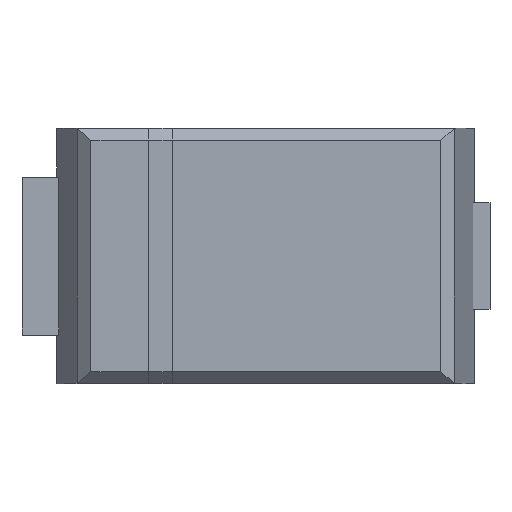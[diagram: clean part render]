
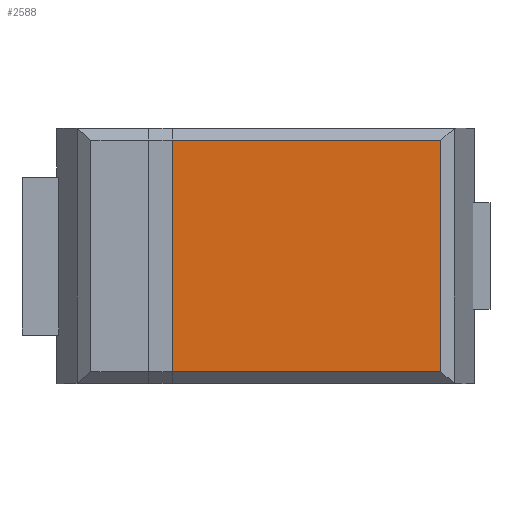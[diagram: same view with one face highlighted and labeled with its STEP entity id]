
A CAD part, top view. The second image highlights one B-rep face of the part: STEP entity #2588.
In plain terms, the highlighted planar face has unit normal (0, 0, 1).
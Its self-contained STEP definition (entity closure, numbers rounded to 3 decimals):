
#948 = PLANE('',#949);
#949 = AXIS2_PLACEMENT_3D('',#950,#951,#952);
#950 = CARTESIAN_POINT('',(1.595,-1.04,1.1));
#951 = DIRECTION('',(0.,-0.707,0.707));
#952 = DIRECTION('',(-1.,0.,0.));
#1363 = PLANE('',#1364);
#1364 = AXIS2_PLACEMENT_3D('',#1365,#1366,#1367);
#1365 = CARTESIAN_POINT('',(1.595,1.04,1.1));
#1366 = DIRECTION('',(0.,-0.707,-0.707));
#1367 = DIRECTION('',(-1.,0.,0.));
#2120 = PLANE('',#2121);
#2121 = AXIS2_PLACEMENT_3D('',#2122,#2123,#2124);
#2122 = CARTESIAN_POINT('',(1.554,1.09,1.101));
#2123 = DIRECTION('',(0.64,0.,0.768));
#2124 = DIRECTION('',(0.,1.,0.));
#2156 = EDGE_CURVE('',#2157,#2159,#2161,.T.);
#2157 = VERTEX_POINT('',#2158);
#2158 = CARTESIAN_POINT('',(1.495,-0.99,1.15));
#2159 = VERTEX_POINT('',#2160);
#2160 = CARTESIAN_POINT('',(-0.8,-0.99,1.15));
#2161 = SURFACE_CURVE('',#2162,(#2166,#2173),.PCURVE_S1.);
#2162 = LINE('',#2163,#2164);
#2163 = CARTESIAN_POINT('',(1.595,-0.99,1.15));
#2164 = VECTOR('',#2165,1.);
#2165 = DIRECTION('',(-1.,0.,0.));
#2166 = PCURVE('',#948,#2167);
#2167 = DEFINITIONAL_REPRESENTATION('',(#2168),#2172);
#2168 = LINE('',#2169,#2170);
#2169 = CARTESIAN_POINT('',(0.,-0.071));
#2170 = VECTOR('',#2171,1.);
#2171 = DIRECTION('',(1.,0.));
#2172 = ( GEOMETRIC_REPRESENTATION_CONTEXT(2) 
PARAMETRIC_REPRESENTATION_CONTEXT() REPRESENTATION_CONTEXT('2D SPACE',''
  ) );
#2173 = PCURVE('',#2174,#2179);
#2174 = PLANE('',#2175);
#2175 = AXIS2_PLACEMENT_3D('',#2176,#2177,#2178);
#2176 = CARTESIAN_POINT('',(1.595,1.09,1.15));
#2177 = DIRECTION('',(0.,0.,-1.));
#2178 = DIRECTION('',(-1.,0.,0.));
#2179 = DEFINITIONAL_REPRESENTATION('',(#2180),#2184);
#2180 = LINE('',#2181,#2182);
#2181 = CARTESIAN_POINT('',(0.,-2.08));
#2182 = VECTOR('',#2183,1.);
#2183 = DIRECTION('',(1.,0.));
#2184 = ( GEOMETRIC_REPRESENTATION_CONTEXT(2) 
PARAMETRIC_REPRESENTATION_CONTEXT() REPRESENTATION_CONTEXT('2D SPACE',''
  ) );
#2200 = PLANE('',#2201);
#2201 = AXIS2_PLACEMENT_3D('',#2202,#2203,#2204);
#2202 = CARTESIAN_POINT('',(-0.8,1.09,1.15));
#2203 = DIRECTION('',(-1.,0.,0.));
#2204 = DIRECTION('',(0.,-1.,0.));
#2347 = EDGE_CURVE('',#2348,#2350,#2352,.T.);
#2348 = VERTEX_POINT('',#2349);
#2349 = CARTESIAN_POINT('',(1.495,0.99,1.15));
#2350 = VERTEX_POINT('',#2351);
#2351 = CARTESIAN_POINT('',(-0.8,0.99,1.15));
#2352 = SURFACE_CURVE('',#2353,(#2357,#2364),.PCURVE_S1.);
#2353 = LINE('',#2354,#2355);
#2354 = CARTESIAN_POINT('',(1.595,0.99,1.15));
#2355 = VECTOR('',#2356,1.);
#2356 = DIRECTION('',(-1.,0.,0.));
#2357 = PCURVE('',#1363,#2358);
#2358 = DEFINITIONAL_REPRESENTATION('',(#2359),#2363);
#2359 = LINE('',#2360,#2361);
#2360 = CARTESIAN_POINT('',(0.,-0.071));
#2361 = VECTOR('',#2362,1.);
#2362 = DIRECTION('',(1.,0.));
#2363 = ( GEOMETRIC_REPRESENTATION_CONTEXT(2) 
PARAMETRIC_REPRESENTATION_CONTEXT() REPRESENTATION_CONTEXT('2D SPACE',''
  ) );
#2364 = PCURVE('',#2174,#2365);
#2365 = DEFINITIONAL_REPRESENTATION('',(#2366),#2370);
#2366 = LINE('',#2367,#2368);
#2367 = CARTESIAN_POINT('',(0.,-0.1));
#2368 = VECTOR('',#2369,1.);
#2369 = DIRECTION('',(1.,0.));
#2370 = ( GEOMETRIC_REPRESENTATION_CONTEXT(2) 
PARAMETRIC_REPRESENTATION_CONTEXT() REPRESENTATION_CONTEXT('2D SPACE',''
  ) );
#2561 = EDGE_CURVE('',#2348,#2157,#2562,.T.);
#2562 = SURFACE_CURVE('',#2563,(#2567,#2574),.PCURVE_S1.);
#2563 = LINE('',#2564,#2565);
#2564 = CARTESIAN_POINT('',(1.495,1.09,1.15));
#2565 = VECTOR('',#2566,1.);
#2566 = DIRECTION('',(0.,-1.,0.));
#2567 = PCURVE('',#2120,#2568);
#2568 = DEFINITIONAL_REPRESENTATION('',(#2569),#2573);
#2569 = LINE('',#2570,#2571);
#2570 = CARTESIAN_POINT('',(0.,0.077));
#2571 = VECTOR('',#2572,1.);
#2572 = DIRECTION('',(-1.,0.));
#2573 = ( GEOMETRIC_REPRESENTATION_CONTEXT(2) 
PARAMETRIC_REPRESENTATION_CONTEXT() REPRESENTATION_CONTEXT('2D SPACE',''
  ) );
#2574 = PCURVE('',#2174,#2575);
#2575 = DEFINITIONAL_REPRESENTATION('',(#2576),#2580);
#2576 = LINE('',#2577,#2578);
#2577 = CARTESIAN_POINT('',(0.1,0.));
#2578 = VECTOR('',#2579,1.);
#2579 = DIRECTION('',(0.,-1.));
#2580 = ( GEOMETRIC_REPRESENTATION_CONTEXT(2) 
PARAMETRIC_REPRESENTATION_CONTEXT() REPRESENTATION_CONTEXT('2D SPACE',''
  ) );
#2588 = ADVANCED_FACE('',(#2589),#2174,.F.);
#2589 = FACE_BOUND('',#2590,.F.);
#2590 = EDGE_LOOP('',(#2591,#2612,#2613,#2614));
#2591 = ORIENTED_EDGE('',*,*,#2592,.F.);
#2592 = EDGE_CURVE('',#2350,#2159,#2593,.T.);
#2593 = SURFACE_CURVE('',#2594,(#2598,#2605),.PCURVE_S1.);
#2594 = LINE('',#2595,#2596);
#2595 = CARTESIAN_POINT('',(-0.8,1.09,1.15));
#2596 = VECTOR('',#2597,1.);
#2597 = DIRECTION('',(-0.,-1.,0.));
#2598 = PCURVE('',#2174,#2599);
#2599 = DEFINITIONAL_REPRESENTATION('',(#2600),#2604);
#2600 = LINE('',#2601,#2602);
#2601 = CARTESIAN_POINT('',(2.395,0.));
#2602 = VECTOR('',#2603,1.);
#2603 = DIRECTION('',(0.,-1.));
#2604 = ( GEOMETRIC_REPRESENTATION_CONTEXT(2) 
PARAMETRIC_REPRESENTATION_CONTEXT() REPRESENTATION_CONTEXT('2D SPACE',''
  ) );
#2605 = PCURVE('',#2200,#2606);
#2606 = DEFINITIONAL_REPRESENTATION('',(#2607),#2611);
#2607 = LINE('',#2608,#2609);
#2608 = CARTESIAN_POINT('',(0.,0.));
#2609 = VECTOR('',#2610,1.);
#2610 = DIRECTION('',(1.,0.));
#2611 = ( GEOMETRIC_REPRESENTATION_CONTEXT(2) 
PARAMETRIC_REPRESENTATION_CONTEXT() REPRESENTATION_CONTEXT('2D SPACE',''
  ) );
#2612 = ORIENTED_EDGE('',*,*,#2347,.F.);
#2613 = ORIENTED_EDGE('',*,*,#2561,.T.);
#2614 = ORIENTED_EDGE('',*,*,#2156,.T.);
